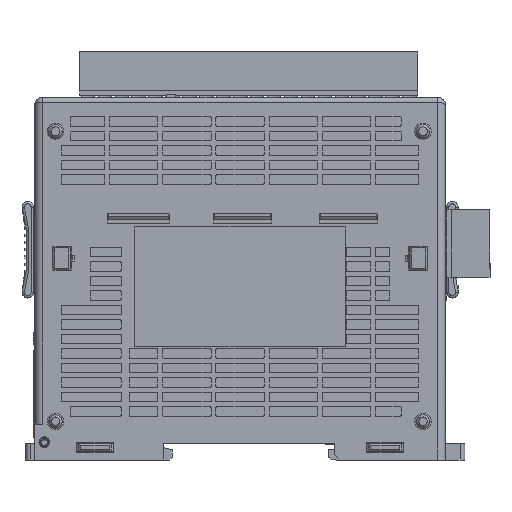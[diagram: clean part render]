
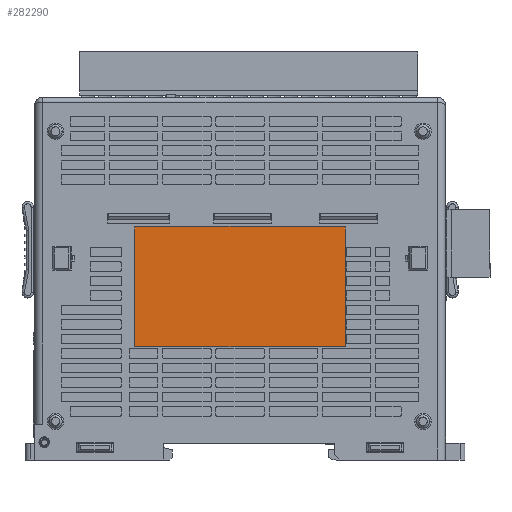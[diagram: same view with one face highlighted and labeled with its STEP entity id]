
A CAD part, left-side view. The second image highlights one B-rep face of the part: STEP entity #282290.
In plain terms, the highlighted planar face has unit normal (-1, 0, 0).
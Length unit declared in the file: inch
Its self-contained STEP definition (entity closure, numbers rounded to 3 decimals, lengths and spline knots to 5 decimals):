
#230141 = AXIS2_PLACEMENT_3D ( 'NONE', #230339, #230337, #230335 ) ;
#230143 = CIRCLE ( 'NONE', #230141, 0.00787 ) ;
#230149 = DIRECTION ( 'NONE',  ( 0., -1., 0. ) ) ;
#230150 = VECTOR ( 'NONE', #230149, 39.37008 ) ;
#230153 = CARTESIAN_POINT ( 'NONE',  ( -2.09843, 0.14118, -2.54275 ) ) ;
#230155 = LINE ( 'NONE', #230153, #230150 ) ;
#230288 = FACE_OUTER_BOUND ( 'NONE', #282292, .T. ) ;
#230289 = CARTESIAN_POINT ( 'NONE',  ( -2.09843, -0.68166, -1.5585 ) ) ;
#230293 = DIRECTION ( 'NONE',  ( 0., 1., 0. ) ) ;
#230294 = VECTOR ( 'NONE', #230293, 39.37008 ) ;
#230297 = CARTESIAN_POINT ( 'NONE',  ( -2.09843, 0.14118, -1.5585 ) ) ;
#230298 = LINE ( 'NONE', #230297, #230294 ) ;
#230303 = CARTESIAN_POINT ( 'NONE',  ( -2.09843, -2.38244, -1.5585 ) ) ;
#230306 = DIRECTION ( 'NONE',  ( 0., -1., 0. ) ) ;
#230308 = DIRECTION ( 'NONE',  ( -1., 0., 0. ) ) ;
#230309 = CARTESIAN_POINT ( 'NONE',  ( -2.09843, -2.38244, -1.56638 ) ) ;
#230311 = AXIS2_PLACEMENT_3D ( 'NONE', #230309, #230308, #230306 ) ;
#230313 = CIRCLE ( 'NONE', #230311, 0.00787 ) ;
#230320 = CARTESIAN_POINT ( 'NONE',  ( -2.09843, -2.39032, -1.56638 ) ) ;
#230323 = DIRECTION ( 'NONE',  ( 0., 0., 1. ) ) ;
#230325 = VECTOR ( 'NONE', #230323, 39.37008 ) ;
#230327 = CARTESIAN_POINT ( 'NONE',  ( -2.09843, -2.39032, -3.46401 ) ) ;
#230329 = LINE ( 'NONE', #230327, #230325 ) ;
#230334 = CARTESIAN_POINT ( 'NONE',  ( -2.09843, -2.39032, -2.53488 ) ) ;
#230335 = DIRECTION ( 'NONE',  ( 0., -1., 0. ) ) ;
#230337 = DIRECTION ( 'NONE',  ( -1., 0., 0. ) ) ;
#230339 = CARTESIAN_POINT ( 'NONE',  ( -2.09843, -2.38244, -2.53488 ) ) ;
#230347 = CARTESIAN_POINT ( 'NONE',  ( -2.09843, -2.38244, -2.54275 ) ) ;
#230349 = CARTESIAN_POINT ( 'NONE',  ( -2.09843, -0.68166, -2.54275 ) ) ;
#230352 = DIRECTION ( 'NONE',  ( 0., -1., 0. ) ) ;
#230355 = DIRECTION ( 'NONE',  ( -1., 0., 0. ) ) ;
#230356 = CARTESIAN_POINT ( 'NONE',  ( -2.09843, -0.68166, -2.53488 ) ) ;
#230359 = AXIS2_PLACEMENT_3D ( 'NONE', #230356, #230355, #230352 ) ;
#230361 = CIRCLE ( 'NONE', #230359, 0.00787 ) ;
#230366 = CARTESIAN_POINT ( 'NONE',  ( -2.09843, -0.67378, -2.53488 ) ) ;
#230369 = CARTESIAN_POINT ( 'NONE',  ( -2.09843, -0.67378, -1.56638 ) ) ;
#230371 = DIRECTION ( 'NONE',  ( 0., 0., -1. ) ) ;
#230373 = VECTOR ( 'NONE', #230371, 39.37008 ) ;
#230375 = CARTESIAN_POINT ( 'NONE',  ( -2.09843, -0.67378, -3.46401 ) ) ;
#230376 = LINE ( 'NONE', #230375, #230373 ) ;
#230383 = DIRECTION ( 'NONE',  ( 0., 0., 1. ) ) ;
#230385 = DIRECTION ( 'NONE',  ( 1., 0., 0. ) ) ;
#230388 = CARTESIAN_POINT ( 'NONE',  ( -2.09843, 0.14118, -3.46401 ) ) ;
#230389 = AXIS2_PLACEMENT_3D ( 'NONE', #230388, #230385, #230383 ) ;
#230394 = PLANE ( 'NONE',  #230389 ) ;
#230973 = DIRECTION ( 'NONE',  ( 0., -1., 0. ) ) ;
#230976 = DIRECTION ( 'NONE',  ( -1., 0., 0. ) ) ;
#230978 = CARTESIAN_POINT ( 'NONE',  ( -2.09843, -0.68166, -1.56638 ) ) ;
#230979 = AXIS2_PLACEMENT_3D ( 'NONE', #230978, #230976, #230973 ) ;
#230981 = CIRCLE ( 'NONE', #230979, 0.00787 ) ;
#282247 = EDGE_CURVE ( 'NONE', #282307, #282310, #230155, .T. ) ;
#282250 = ORIENTED_EDGE ( 'NONE', *, *, #282253, .T. ) ;
#282253 = EDGE_CURVE ( 'NONE', #282310, #282256, #230143, .T. ) ;
#282256 = VERTEX_POINT ( 'NONE', #230334 ) ;
#282258 = ORIENTED_EDGE ( 'NONE', *, *, #282261, .T. ) ;
#282261 = EDGE_CURVE ( 'NONE', #282256, #282264, #230329, .T. ) ;
#282264 = VERTEX_POINT ( 'NONE', #230320 ) ;
#282267 = ORIENTED_EDGE ( 'NONE', *, *, #282270, .T. ) ;
#282270 = EDGE_CURVE ( 'NONE', #282264, #282274, #230313, .T. ) ;
#282274 = VERTEX_POINT ( 'NONE', #230303 ) ;
#282276 = ORIENTED_EDGE ( 'NONE', *, *, #282278, .T. ) ;
#282278 = EDGE_CURVE ( 'NONE', #282274, #282279, #230298, .T. ) ;
#282279 = VERTEX_POINT ( 'NONE', #230289 ) ;
#282290 = ADVANCED_FACE ( 'NONE', ( #230288 ), #230394, .F. ) ;
#282292 = EDGE_LOOP ( 'NONE', ( #282294, #282303, #282308, #282250, #282258, #282267, #282276, #282409 ) ) ;
#282294 = ORIENTED_EDGE ( 'NONE', *, *, #282296, .T. ) ;
#282296 = EDGE_CURVE ( 'NONE', #282299, #282301, #230376, .T. ) ;
#282299 = VERTEX_POINT ( 'NONE', #230369 ) ;
#282301 = VERTEX_POINT ( 'NONE', #230366 ) ;
#282303 = ORIENTED_EDGE ( 'NONE', *, *, #282305, .T. ) ;
#282305 = EDGE_CURVE ( 'NONE', #282301, #282307, #230361, .T. ) ;
#282307 = VERTEX_POINT ( 'NONE', #230349 ) ;
#282308 = ORIENTED_EDGE ( 'NONE', *, *, #282247, .T. ) ;
#282310 = VERTEX_POINT ( 'NONE', #230347 ) ;
#282409 = ORIENTED_EDGE ( 'NONE', *, *, #282411, .T. ) ;
#282411 = EDGE_CURVE ( 'NONE', #282279, #282299, #230981, .T. ) ;
